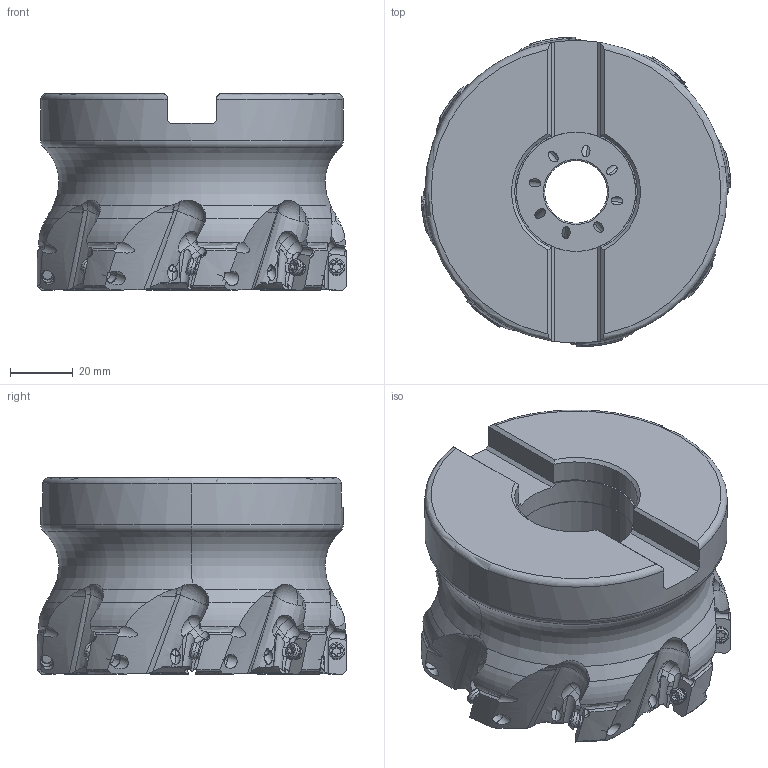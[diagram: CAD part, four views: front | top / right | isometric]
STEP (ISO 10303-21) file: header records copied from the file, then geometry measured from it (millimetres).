
FILE_DESCRIPTION(/* description */ (''),/* implementation_level */ '2;1');
FILE_NAME(/* name */ 'APX4000UR0408EB.stp',/* time_stamp */ '2021-09-08T11:43:23+09:00',/* author */ (''),/* organization */ (''),/* preprocessor_version */ 'ST-DEVELOPER v16',/* originating_system */ 'SIEMENS PLM Software NX 10.0',/* authorisation */ '');
FILE_SCHEMA (('AUTOMOTIVE_DESIGN { 1 0 10303 214 3 1 1 1 }'));
Length unit declared in the file: millimetre
Products named in the file (1): APX4000UR0408EB_ASM
Bounding box: 98.64 x 98.78 x 62.81 mm (x, y, z)
Volume: 329110.7 mm3; surface area: 44944.4 mm2
Topology: 9 solids, 9 shells, 719 faces, 2212 edges, 1493 vertices
Faces by surface type: cylinder 316, plane 157, cone 104, torus 62, sphere 48, bspline 32
Entity records: 37102 total; most frequent: CARTESIAN_POINT 17834, ORIENTED_EDGE 4360, DIRECTION 3730, EDGE_CURVE 2180, AXIS2_PLACEMENT_3D 1653, VERTEX_POINT 1482, B_SPLINE_CURVE_WITH_KNOTS 830, CIRCLE 814
